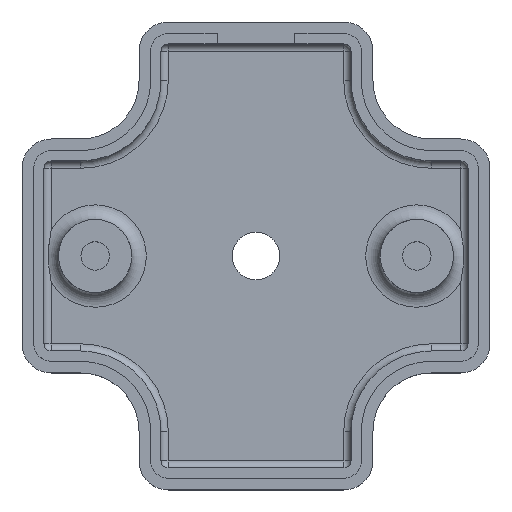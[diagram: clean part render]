
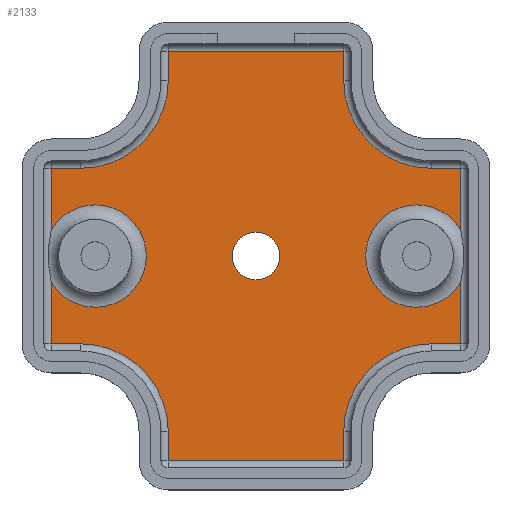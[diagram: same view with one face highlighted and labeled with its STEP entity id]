
A CAD part, top view. The second image highlights one B-rep face of the part: STEP entity #2133.
In plain terms, the highlighted planar face has unit normal (0, 0, 1).
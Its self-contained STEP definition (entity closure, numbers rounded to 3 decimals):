
#31=LINE('',#3329,#213);
#32=LINE('',#3331,#214);
#33=LINE('',#3335,#215);
#34=LINE('',#3337,#216);
#35=LINE('',#3339,#217);
#36=LINE('',#3343,#218);
#37=LINE('',#3345,#219);
#38=LINE('',#3349,#220);
#39=LINE('',#3351,#221);
#40=LINE('',#3355,#222);
#41=LINE('',#3357,#223);
#42=LINE('',#3359,#224);
#43=LINE('',#3363,#225);
#44=LINE('',#3364,#226);
#213=VECTOR('',#2575,4.197);
#214=VECTOR('',#2576,2.);
#215=VECTOR('',#2579,2.);
#216=VECTOR('',#2580,12.);
#217=VECTOR('',#2581,2.);
#218=VECTOR('',#2584,2.);
#219=VECTOR('',#2585,4.197);
#220=VECTOR('',#2588,4.197);
#221=VECTOR('',#2589,2.);
#222=VECTOR('',#2592,2.);
#223=VECTOR('',#2593,12.);
#224=VECTOR('',#2594,2.);
#225=VECTOR('',#2597,2.);
#226=VECTOR('',#2598,4.197);
#409=PLANE('',#2281);
#458=FACE_BOUND('',#613,.T.);
#470=FACE_OUTER_BOUND('',#612,.T.);
#612=EDGE_LOOP('',(#1425,#1426,#1427,#1428,#1429,#1430,#1431,#1432,#1433,
#1434,#1435,#1436,#1437,#1438,#1439,#1440,#1441,#1442,#1443,#1444));
#613=EDGE_LOOP('',(#1445));
#754=CIRCLE('',#2270,1.625);
#761=CIRCLE('',#2280,3.5);
#762=CIRCLE('',#2282,6.);
#763=CIRCLE('',#2283,6.);
#764=CIRCLE('',#2284,3.5);
#765=CIRCLE('',#2285,6.);
#766=CIRCLE('',#2286,6.);
#894=VERTEX_POINT('',#3289);
#901=VERTEX_POINT('',#3306);
#902=VERTEX_POINT('',#3307);
#903=VERTEX_POINT('',#3328);
#904=VERTEX_POINT('',#3330);
#905=VERTEX_POINT('',#3332);
#906=VERTEX_POINT('',#3334);
#907=VERTEX_POINT('',#3336);
#908=VERTEX_POINT('',#3338);
#909=VERTEX_POINT('',#3340);
#910=VERTEX_POINT('',#3342);
#911=VERTEX_POINT('',#3344);
#912=VERTEX_POINT('',#3346);
#913=VERTEX_POINT('',#3348);
#914=VERTEX_POINT('',#3350);
#915=VERTEX_POINT('',#3352);
#916=VERTEX_POINT('',#3354);
#917=VERTEX_POINT('',#3356);
#918=VERTEX_POINT('',#3358);
#919=VERTEX_POINT('',#3360);
#920=VERTEX_POINT('',#3362);
#1092=EDGE_CURVE('',#894,#894,#754,.T.);
#1100=EDGE_CURVE('',#901,#902,#761,.T.);
#1101=EDGE_CURVE('',#901,#903,#31,.T.);
#1102=EDGE_CURVE('',#903,#904,#32,.T.);
#1103=EDGE_CURVE('',#904,#905,#762,.T.);
#1104=EDGE_CURVE('',#905,#906,#33,.T.);
#1105=EDGE_CURVE('',#906,#907,#34,.T.);
#1106=EDGE_CURVE('',#907,#908,#35,.T.);
#1107=EDGE_CURVE('',#908,#909,#763,.T.);
#1108=EDGE_CURVE('',#909,#910,#36,.T.);
#1109=EDGE_CURVE('',#910,#911,#37,.T.);
#1110=EDGE_CURVE('',#912,#911,#764,.T.);
#1111=EDGE_CURVE('',#912,#913,#38,.T.);
#1112=EDGE_CURVE('',#913,#914,#39,.T.);
#1113=EDGE_CURVE('',#914,#915,#765,.T.);
#1114=EDGE_CURVE('',#915,#916,#40,.T.);
#1115=EDGE_CURVE('',#916,#917,#41,.T.);
#1116=EDGE_CURVE('',#917,#918,#42,.T.);
#1117=EDGE_CURVE('',#918,#919,#766,.T.);
#1118=EDGE_CURVE('',#919,#920,#43,.T.);
#1119=EDGE_CURVE('',#920,#902,#44,.T.);
#1425=ORIENTED_EDGE('',*,*,#1100,.F.);
#1426=ORIENTED_EDGE('',*,*,#1101,.T.);
#1427=ORIENTED_EDGE('',*,*,#1102,.T.);
#1428=ORIENTED_EDGE('',*,*,#1103,.T.);
#1429=ORIENTED_EDGE('',*,*,#1104,.T.);
#1430=ORIENTED_EDGE('',*,*,#1105,.T.);
#1431=ORIENTED_EDGE('',*,*,#1106,.T.);
#1432=ORIENTED_EDGE('',*,*,#1107,.T.);
#1433=ORIENTED_EDGE('',*,*,#1108,.T.);
#1434=ORIENTED_EDGE('',*,*,#1109,.T.);
#1435=ORIENTED_EDGE('',*,*,#1110,.F.);
#1436=ORIENTED_EDGE('',*,*,#1111,.T.);
#1437=ORIENTED_EDGE('',*,*,#1112,.T.);
#1438=ORIENTED_EDGE('',*,*,#1113,.T.);
#1439=ORIENTED_EDGE('',*,*,#1114,.T.);
#1440=ORIENTED_EDGE('',*,*,#1115,.T.);
#1441=ORIENTED_EDGE('',*,*,#1116,.T.);
#1442=ORIENTED_EDGE('',*,*,#1117,.T.);
#1443=ORIENTED_EDGE('',*,*,#1118,.T.);
#1444=ORIENTED_EDGE('',*,*,#1119,.T.);
#1445=ORIENTED_EDGE('',*,*,#1092,.T.);
#2133=ADVANCED_FACE('',(#470,#458),#409,.T.);
#2270=AXIS2_PLACEMENT_3D('',#3290,#2551,#2552);
#2280=AXIS2_PLACEMENT_3D('',#3326,#2571,#2572);
#2281=AXIS2_PLACEMENT_3D('',#3327,#2573,#2574);
#2282=AXIS2_PLACEMENT_3D('',#3333,#2577,#2578);
#2283=AXIS2_PLACEMENT_3D('',#3341,#2582,#2583);
#2284=AXIS2_PLACEMENT_3D('',#3347,#2586,#2587);
#2285=AXIS2_PLACEMENT_3D('',#3353,#2590,#2591);
#2286=AXIS2_PLACEMENT_3D('',#3361,#2595,#2596);
#2551=DIRECTION('center_axis',(0.,0.,-1.));
#2552=DIRECTION('ref_axis',(1.,0.,0.));
#2571=DIRECTION('center_axis',(0.,0.,1.));
#2572=DIRECTION('ref_axis',(-1.,0.,0.));
#2573=DIRECTION('center_axis',(0.,0.,1.));
#2574=DIRECTION('ref_axis',(1.,0.,0.));
#2575=DIRECTION('',(0.,1.,0.));
#2576=DIRECTION('',(-1.,0.,0.));
#2577=DIRECTION('center_axis',(0.,0.,-1.));
#2578=DIRECTION('ref_axis',(-0.707,-0.707,0.));
#2579=DIRECTION('',(0.,1.,0.));
#2580=DIRECTION('',(-1.,0.,0.));
#2581=DIRECTION('',(0.,-1.,0.));
#2582=DIRECTION('center_axis',(0.,0.,-1.));
#2583=DIRECTION('ref_axis',(0.707,-0.707,0.));
#2584=DIRECTION('',(-1.,0.,0.));
#2585=DIRECTION('',(0.,-1.,0.));
#2586=DIRECTION('center_axis',(0.,0.,1.));
#2587=DIRECTION('ref_axis',(-1.,0.,0.));
#2588=DIRECTION('',(0.,-1.,0.));
#2589=DIRECTION('',(1.,0.,0.));
#2590=DIRECTION('center_axis',(0.,0.,-1.));
#2591=DIRECTION('ref_axis',(0.707,0.707,0.));
#2592=DIRECTION('',(0.,-1.,0.));
#2593=DIRECTION('',(1.,0.,0.));
#2594=DIRECTION('',(0.,1.,0.));
#2595=DIRECTION('center_axis',(0.,0.,-1.));
#2596=DIRECTION('ref_axis',(-0.707,0.707,0.));
#2597=DIRECTION('',(1.,0.,0.));
#2598=DIRECTION('',(0.,1.,0.));
#3289=CARTESIAN_POINT('',(14.375,16.,1.5));
#3290=CARTESIAN_POINT('Origin',(16.,16.,1.5));
#3306=CARTESIAN_POINT('',(30.,17.803,1.5));
#3307=CARTESIAN_POINT('',(30.,14.197,1.5));
#3326=CARTESIAN_POINT('Origin',(27.,16.,1.5));
#3327=CARTESIAN_POINT('Origin',(16.,15.516,1.5));
#3328=CARTESIAN_POINT('',(30.,22.,1.5));
#3329=CARTESIAN_POINT('',(30.,12.758,1.5));
#3330=CARTESIAN_POINT('',(28.,22.,1.5));
#3331=CARTESIAN_POINT('',(23.,22.,1.5));
#3332=CARTESIAN_POINT('',(22.,28.,1.5));
#3333=CARTESIAN_POINT('Origin',(28.,28.,1.5));
#3334=CARTESIAN_POINT('',(22.,30.,1.5));
#3335=CARTESIAN_POINT('',(22.,21.758,1.5));
#3336=CARTESIAN_POINT('',(10.,30.,1.5));
#3337=CARTESIAN_POINT('',(15.075,30.,1.5));
#3338=CARTESIAN_POINT('',(10.,28.,1.5));
#3339=CARTESIAN_POINT('',(10.,22.758,1.5));
#3340=CARTESIAN_POINT('',(4.,22.,1.5));
#3341=CARTESIAN_POINT('Origin',(4.,28.,1.5));
#3342=CARTESIAN_POINT('',(2.,22.,1.5));
#3343=CARTESIAN_POINT('',(10.,22.,1.5));
#3344=CARTESIAN_POINT('',(2.,17.803,1.5));
#3345=CARTESIAN_POINT('',(2.,18.758,1.5));
#3346=CARTESIAN_POINT('',(2.,14.197,1.5));
#3347=CARTESIAN_POINT('Origin',(5.,16.,1.5));
#3348=CARTESIAN_POINT('',(2.,10.,1.5));
#3349=CARTESIAN_POINT('',(2.,18.758,1.5));
#3350=CARTESIAN_POINT('',(4.,10.,1.5));
#3351=CARTESIAN_POINT('',(9.,10.,1.5));
#3352=CARTESIAN_POINT('',(10.,4.,1.5));
#3353=CARTESIAN_POINT('Origin',(4.,4.,1.5));
#3354=CARTESIAN_POINT('',(10.,2.,1.5));
#3355=CARTESIAN_POINT('',(10.,9.758,1.5));
#3356=CARTESIAN_POINT('',(22.,2.,1.5));
#3357=CARTESIAN_POINT('',(13.,2.,1.5));
#3358=CARTESIAN_POINT('',(22.,4.,1.5));
#3359=CARTESIAN_POINT('',(22.,8.758,1.5));
#3360=CARTESIAN_POINT('',(28.,10.,1.5));
#3361=CARTESIAN_POINT('Origin',(28.,4.,1.5));
#3362=CARTESIAN_POINT('',(30.,10.,1.5));
#3363=CARTESIAN_POINT('',(22.,10.,1.5));
#3364=CARTESIAN_POINT('',(30.,12.758,1.5));
